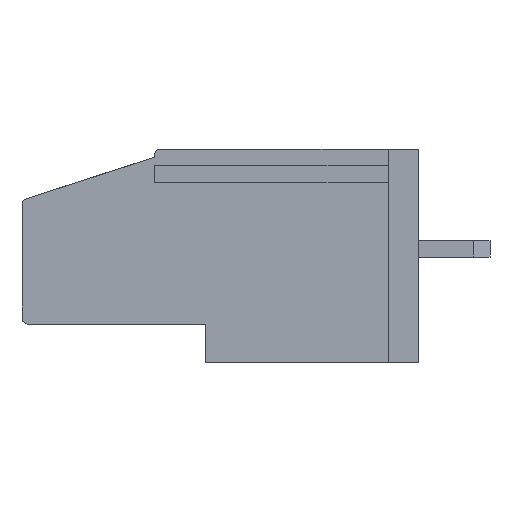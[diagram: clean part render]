
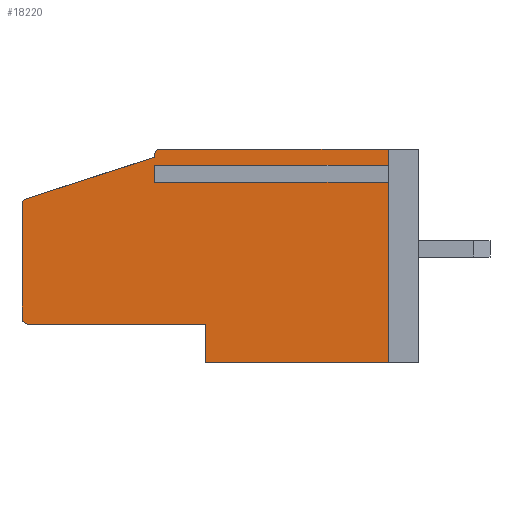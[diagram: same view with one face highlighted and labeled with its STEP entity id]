
A CAD part, left-side view. The second image highlights one B-rep face of the part: STEP entity #18220.
In plain terms, the highlighted planar face has unit normal (-1, 0, 0).
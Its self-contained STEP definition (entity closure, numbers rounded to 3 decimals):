
#355 = AXIS2_PLACEMENT_3D ( 'NONE', #17631, #28400, #31282 ) ;
#1115 = LINE ( 'NONE', #14455, #38736 ) ;
#1383 = CARTESIAN_POINT ( 'NONE',  ( 0., 13., 10.1 ) ) ;
#1654 = EDGE_CURVE ( 'NONE', #42605, #28639, #21807, .T. ) ;
#1723 = LINE ( 'NONE', #21456, #3222 ) ;
#1797 = CARTESIAN_POINT ( 'NONE',  ( 0., 19.5, 8. ) ) ;
#2072 = VERTEX_POINT ( 'NONE', #29488 ) ;
#2256 = ORIENTED_EDGE ( 'NONE', *, *, #6488, .F. ) ;
#2267 = LINE ( 'NONE', #18269, #17859 ) ;
#2307 = LINE ( 'NONE', #35020, #35053 ) ;
#2333 = CIRCLE ( 'NONE', #27516, 0.3 ) ;
#2860 = VECTOR ( 'NONE', #42268, 1000. ) ;
#3127 = VECTOR ( 'NONE', #18674, 1000. ) ;
#3222 = VECTOR ( 'NONE', #34880, 1000. ) ;
#3391 = EDGE_CURVE ( 'NONE', #19923, #24006, #41539, .T. ) ;
#3529 = DIRECTION ( 'NONE',  ( 0., 0., 1. ) ) ;
#4031 = CARTESIAN_POINT ( 'NONE',  ( 0., 10.5, 0. ) ) ;
#4058 = AXIS2_PLACEMENT_3D ( 'NONE', #28763, #15151, #42011 ) ;
#4747 = DIRECTION ( 'NONE',  ( -1., 0., 0. ) ) ;
#5272 = DIRECTION ( 'NONE',  ( 0., 1., 0. ) ) ;
#5524 = VECTOR ( 'NONE', #11372, 1000. ) ;
#5762 = DIRECTION ( 'NONE',  ( 0., 0., -1. ) ) ;
#5988 = CARTESIAN_POINT ( 'NONE',  ( 0., 19.5, 2.2 ) ) ;
#6135 = EDGE_CURVE ( 'NONE', #11674, #9095, #30059, .T. ) ;
#6488 = EDGE_CURVE ( 'NONE', #24006, #18676, #2307, .T. ) ;
#7140 = CARTESIAN_POINT ( 'NONE',  ( 0., 19.5, 7.782 ) ) ;
#8492 = ORIENTED_EDGE ( 'NONE', *, *, #34864, .T. ) ;
#8502 = ORIENTED_EDGE ( 'NONE', *, *, #15343, .F. ) ;
#8574 = FACE_OUTER_BOUND ( 'NONE', #21314, .T. ) ;
#9057 = EDGE_CURVE ( 'NONE', #36561, #31370, #11671, .T. ) ;
#9095 = VERTEX_POINT ( 'NONE', #19123 ) ;
#9450 = LINE ( 'NONE', #1797, #3127 ) ;
#9782 = ORIENTED_EDGE ( 'NONE', *, *, #6135, .F. ) ;
#10550 = EDGE_CURVE ( 'NONE', #42605, #28444, #1723, .T. ) ;
#10668 = ORIENTED_EDGE ( 'NONE', *, *, #10550, .F. ) ;
#10709 = CARTESIAN_POINT ( 'NONE',  ( 0., 1.5, 10.5 ) ) ;
#11155 = LINE ( 'NONE', #37118, #19676 ) ;
#11230 = ORIENTED_EDGE ( 'NONE', *, *, #40627, .F. ) ;
#11372 = DIRECTION ( 'NONE',  ( 0., 0., -1. ) ) ;
#11671 = LINE ( 'NONE', #1383, #41517 ) ;
#11674 = VERTEX_POINT ( 'NONE', #42779 ) ;
#11916 = DIRECTION ( 'NONE',  ( 0., 0., -1. ) ) ;
#12227 = VERTEX_POINT ( 'NONE', #12948 ) ;
#12324 = DIRECTION ( 'NONE',  ( 0., -1., 0. ) ) ;
#12422 = EDGE_CURVE ( 'NONE', #12227, #11674, #21262, .T. ) ;
#12773 = ORIENTED_EDGE ( 'NONE', *, *, #1654, .T. ) ;
#12948 = CARTESIAN_POINT ( 'NONE',  ( 0., 13., 9.502 ) ) ;
#13094 = EDGE_CURVE ( 'NONE', #9095, #2072, #20837, .T. ) ;
#14455 = CARTESIAN_POINT ( 'NONE',  ( 0., 19.5, 1.9 ) ) ;
#14700 = CARTESIAN_POINT ( 'NONE',  ( 0., 10.5, 1.9 ) ) ;
#14786 = DIRECTION ( 'NONE',  ( 0., 0., -1. ) ) ;
#15151 = DIRECTION ( 'NONE',  ( 1., 0., 0. ) ) ;
#15343 = EDGE_CURVE ( 'NONE', #30263, #36561, #9450, .T. ) ;
#15400 = LINE ( 'NONE', #22444, #2860 ) ;
#16467 = CIRCLE ( 'NONE', #355, 0.3 ) ;
#16532 = CARTESIAN_POINT ( 'NONE',  ( 0., 19.292, 8.067 ) ) ;
#17631 = CARTESIAN_POINT ( 'NONE',  ( 0., 19.2, 7.782 ) ) ;
#17635 = CARTESIAN_POINT ( 'NONE',  ( 0., 1.5, 9.502 ) ) ;
#17847 = VECTOR ( 'NONE', #18656, 1000. ) ;
#17859 = VECTOR ( 'NONE', #12324, 1000. ) ;
#18220 = ADVANCED_FACE ( 'NONE', ( #8574 ), #21962, .F. ) ;
#18269 = CARTESIAN_POINT ( 'NONE',  ( 0., 13., 9.502 ) ) ;
#18656 = DIRECTION ( 'NONE',  ( 0., -1., 0. ) ) ;
#18674 = DIRECTION ( 'NONE',  ( 0., -0.952, 0.307 ) ) ;
#18676 = VERTEX_POINT ( 'NONE', #17635 ) ;
#18838 = VERTEX_POINT ( 'NONE', #4031 ) ;
#19123 = CARTESIAN_POINT ( 'NONE',  ( 0., 1.5, 9.098 ) ) ;
#19676 = VECTOR ( 'NONE', #3529, 1000. ) ;
#19923 = VERTEX_POINT ( 'NONE', #27332 ) ;
#20191 = ORIENTED_EDGE ( 'NONE', *, *, #12422, .F. ) ;
#20265 = CARTESIAN_POINT ( 'NONE',  ( 0., 19.2, 1.9 ) ) ;
#20381 = EDGE_CURVE ( 'NONE', #18838, #2072, #15400, .T. ) ;
#20837 = LINE ( 'NONE', #10709, #37845 ) ;
#21253 = DIRECTION ( 'NONE',  ( 0., 0., -1. ) ) ;
#21262 = LINE ( 'NONE', #31807, #5524 ) ;
#21314 = EDGE_LOOP ( 'NONE', ( #10668, #12773, #27990, #11230, #21876, #21414, #9782, #20191, #23980, #2256, #26353, #23457, #25788, #8502, #8492 ) ) ;
#21339 = DIRECTION ( 'NONE',  ( 0., 0., 1. ) ) ;
#21414 = ORIENTED_EDGE ( 'NONE', *, *, #13094, .F. ) ;
#21456 = CARTESIAN_POINT ( 'NONE',  ( 0., 19.5, 10.5 ) ) ;
#21807 = CIRCLE ( 'NONE', #25281, 0.3 ) ;
#21876 = ORIENTED_EDGE ( 'NONE', *, *, #20381, .T. ) ;
#21962 = PLANE ( 'NONE',  #4058 ) ;
#22444 = CARTESIAN_POINT ( 'NONE',  ( 0., 19.5, 0. ) ) ;
#23457 = ORIENTED_EDGE ( 'NONE', *, *, #25390, .T. ) ;
#23980 = ORIENTED_EDGE ( 'NONE', *, *, #26823, .T. ) ;
#24006 = VERTEX_POINT ( 'NONE', #39690 ) ;
#25281 = AXIS2_PLACEMENT_3D ( 'NONE', #34822, #4747, #14786 ) ;
#25390 = EDGE_CURVE ( 'NONE', #19923, #31370, #2333, .T. ) ;
#25788 = ORIENTED_EDGE ( 'NONE', *, *, #9057, .F. ) ;
#25854 = CARTESIAN_POINT ( 'NONE',  ( 0., 12.7, 10.2 ) ) ;
#26125 = CARTESIAN_POINT ( 'NONE',  ( 0., 13., 10.1 ) ) ;
#26353 = ORIENTED_EDGE ( 'NONE', *, *, #3391, .F. ) ;
#26528 = DIRECTION ( 'NONE',  ( -1., 0., 0. ) ) ;
#26823 = EDGE_CURVE ( 'NONE', #12227, #18676, #2267, .T. ) ;
#27332 = CARTESIAN_POINT ( 'NONE',  ( 0., 12.7, 10.5 ) ) ;
#27516 = AXIS2_PLACEMENT_3D ( 'NONE', #25854, #26528, #5762 ) ;
#27990 = ORIENTED_EDGE ( 'NONE', *, *, #32779, .F. ) ;
#28307 = CARTESIAN_POINT ( 'NONE',  ( 0., 19.5, 10.5 ) ) ;
#28400 = DIRECTION ( 'NONE',  ( -1., 0., 0. ) ) ;
#28444 = VERTEX_POINT ( 'NONE', #7140 ) ;
#28639 = VERTEX_POINT ( 'NONE', #20265 ) ;
#28763 = CARTESIAN_POINT ( 'NONE',  ( 0., 19.5, 10.5 ) ) ;
#29488 = CARTESIAN_POINT ( 'NONE',  ( 0., 1.5, 0. ) ) ;
#30059 = LINE ( 'NONE', #32545, #32193 ) ;
#30263 = VERTEX_POINT ( 'NONE', #16532 ) ;
#31028 = CARTESIAN_POINT ( 'NONE',  ( 0., 13., 10.2 ) ) ;
#31282 = DIRECTION ( 'NONE',  ( 0., 0., -1. ) ) ;
#31370 = VERTEX_POINT ( 'NONE', #31028 ) ;
#31807 = CARTESIAN_POINT ( 'NONE',  ( 0., 13., 9.502 ) ) ;
#32193 = VECTOR ( 'NONE', #39164, 1000. ) ;
#32545 = CARTESIAN_POINT ( 'NONE',  ( 0., 13., 9.098 ) ) ;
#32779 = EDGE_CURVE ( 'NONE', #33184, #28639, #1115, .T. ) ;
#33184 = VERTEX_POINT ( 'NONE', #14700 ) ;
#34822 = CARTESIAN_POINT ( 'NONE',  ( 0., 19.2, 2.2 ) ) ;
#34864 = EDGE_CURVE ( 'NONE', #30263, #28444, #16467, .T. ) ;
#34880 = DIRECTION ( 'NONE',  ( 0., 0., 1. ) ) ;
#35020 = CARTESIAN_POINT ( 'NONE',  ( 0., 1.5, 10.5 ) ) ;
#35053 = VECTOR ( 'NONE', #11916, 1000. ) ;
#36561 = VERTEX_POINT ( 'NONE', #26125 ) ;
#37118 = CARTESIAN_POINT ( 'NONE',  ( 0., 10.5, 1.9 ) ) ;
#37845 = VECTOR ( 'NONE', #21253, 1000. ) ;
#38736 = VECTOR ( 'NONE', #5272, 1000. ) ;
#39164 = DIRECTION ( 'NONE',  ( 0., -1., 0. ) ) ;
#39690 = CARTESIAN_POINT ( 'NONE',  ( 0., 1.5, 10.5 ) ) ;
#40627 = EDGE_CURVE ( 'NONE', #18838, #33184, #11155, .T. ) ;
#41517 = VECTOR ( 'NONE', #21339, 1000. ) ;
#41539 = LINE ( 'NONE', #28307, #17847 ) ;
#42011 = DIRECTION ( 'NONE',  ( 0., 0., -1. ) ) ;
#42268 = DIRECTION ( 'NONE',  ( 0., -1., 0. ) ) ;
#42605 = VERTEX_POINT ( 'NONE', #5988 ) ;
#42779 = CARTESIAN_POINT ( 'NONE',  ( 0., 13., 9.098 ) ) ;
